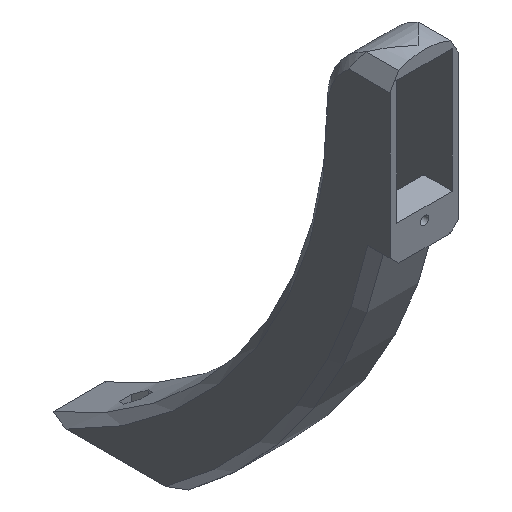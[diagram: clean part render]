
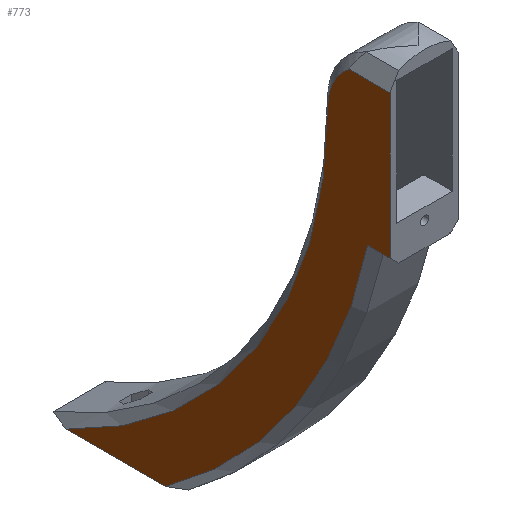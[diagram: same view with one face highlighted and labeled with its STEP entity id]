
A CAD part, isometric view. The second image highlights one B-rep face of the part: STEP entity #773.
In plain terms, the highlighted planar face has unit normal (-1, 0, 0).
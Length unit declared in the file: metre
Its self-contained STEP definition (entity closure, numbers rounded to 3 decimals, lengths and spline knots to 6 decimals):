
#46=CIRCLE('',#847,0.013);
#47=CIRCLE('',#848,0.104659);
#48=CIRCLE('',#849,0.116242);
#122=ORIENTED_EDGE('',*,*,#344,.T.);
#123=ORIENTED_EDGE('',*,*,#320,.T.);
#124=ORIENTED_EDGE('',*,*,#345,.T.);
#125=ORIENTED_EDGE('',*,*,#346,.T.);
#126=ORIENTED_EDGE('',*,*,#347,.T.);
#127=ORIENTED_EDGE('',*,*,#348,.T.);
#128=ORIENTED_EDGE('',*,*,#349,.T.);
#320=EDGE_CURVE('',#434,#435,#504,.T.);
#344=EDGE_CURVE('',#453,#434,#515,.T.);
#345=EDGE_CURVE('',#435,#454,#46,.F.);
#346=EDGE_CURVE('',#454,#455,#47,.T.);
#347=EDGE_CURVE('',#455,#456,#516,.T.);
#348=EDGE_CURVE('',#456,#457,#48,.F.);
#349=EDGE_CURVE('',#457,#453,#517,.T.);
#434=VERTEX_POINT('',#1190);
#435=VERTEX_POINT('',#1191);
#453=VERTEX_POINT('',#1238);
#454=VERTEX_POINT('',#1240);
#455=VERTEX_POINT('',#1242);
#456=VERTEX_POINT('',#1244);
#457=VERTEX_POINT('',#1246);
#504=LINE('',#1189,#575);
#515=LINE('',#1237,#586);
#516=LINE('',#1243,#587);
#517=LINE('',#1247,#588);
#575=VECTOR('',#936,1.);
#586=VECTOR('',#983,1.);
#587=VECTOR('',#988,1.);
#588=VECTOR('',#991,1.);
#638=EDGE_LOOP('',(#122,#123,#124,#125,#126,#127,#128));
#691=FACE_BOUND('',#638,.T.);
#740=PLANE('',#846);
#773=ADVANCED_FACE('',(#691),#740,.F.);
#846=AXIS2_PLACEMENT_3D('',#1236,#981,#982);
#847=AXIS2_PLACEMENT_3D('',#1239,#984,#985);
#848=AXIS2_PLACEMENT_3D('',#1241,#986,#987);
#849=AXIS2_PLACEMENT_3D('',#1245,#989,#990);
#936=DIRECTION('',(0.,1.,0.));
#981=DIRECTION('',(1.,0.,0.));
#982=DIRECTION('',(0.,1.,0.));
#983=DIRECTION('',(0.,0.,1.));
#984=DIRECTION('',(1.,0.,0.));
#985=DIRECTION('',(0.,0.,-1.));
#986=DIRECTION('',(1.,0.,0.));
#987=DIRECTION('',(0.,0.,-1.));
#988=DIRECTION('',(0.,-1.,0.));
#989=DIRECTION('',(1.,0.,0.));
#990=DIRECTION('',(0.,0.,-1.));
#991=DIRECTION('',(0.,-1.,0.));
#1189=CARTESIAN_POINT('',(-0.008,0.046225,0.10824));
#1190=CARTESIAN_POINT('',(-0.008,0.008,0.10824));
#1191=CARTESIAN_POINT('',(-0.008,0.017509,0.10824));
#1236=CARTESIAN_POINT('',(-0.008,0.046225,0.058));
#1237=CARTESIAN_POINT('',(-0.008,0.008,0.107493));
#1238=CARTESIAN_POINT('',(-0.008,0.008,0.075));
#1239=CARTESIAN_POINT('',(-0.008,0.0095,0.098));
#1240=CARTESIAN_POINT('',(-0.008,0.0225,0.098));
#1241=CARTESIAN_POINT('',(-0.008,0.127159,0.098));
#1242=CARTESIAN_POINT('',(-0.008,0.083244,0.003));
#1243=CARTESIAN_POINT('',(-0.008,0.084681,0.003));
#1244=CARTESIAN_POINT('',(-0.008,0.060173,0.003));
#1245=CARTESIAN_POINT('',(-0.008,0.127159,0.098));
#1246=CARTESIAN_POINT('',(-0.008,0.013216,0.075));
#1247=CARTESIAN_POINT('',(-0.008,0.046225,0.075));
